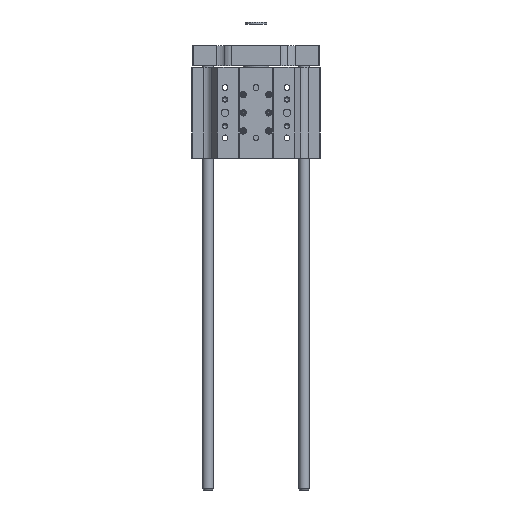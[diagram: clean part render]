
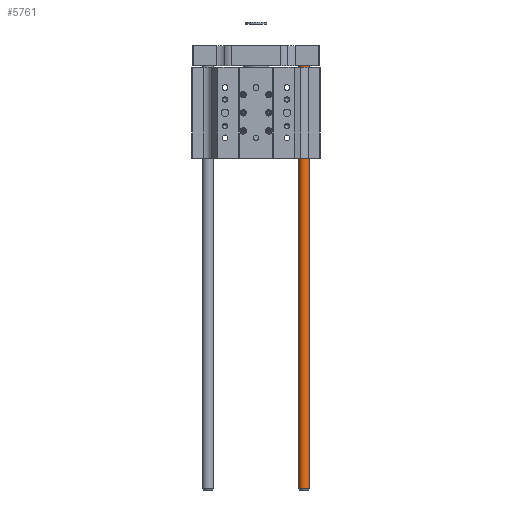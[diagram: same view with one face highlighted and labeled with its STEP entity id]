
A CAD part, front view. The second image highlights one B-rep face of the part: STEP entity #5761.
In plain terms, the highlighted cylindrical face has radius 5 mm (diameter 10 mm), a full revolution.
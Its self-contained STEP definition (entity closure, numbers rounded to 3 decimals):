
#2260=ORIENTED_EDGE('',*,*,#2906,.T.);
#2261=ORIENTED_EDGE('',*,*,#3061,.T.);
#2906=EDGE_CURVE('',#3527,#3527,#3944,.F.);
#3061=EDGE_CURVE('',#3646,#3646,#4041,.T.);
#3527=VERTEX_POINT('',#9742);
#3646=VERTEX_POINT('',#10123);
#3944=CIRCLE('',#6366,5.);
#4041=CIRCLE('',#6564,5.);
#4588=EDGE_LOOP('',(#2260));
#4589=EDGE_LOOP('',(#2261));
#5193=FACE_BOUND('',#4588,.T.);
#5194=FACE_BOUND('',#4589,.T.);
#5417=CYLINDRICAL_SURFACE('',#6565,5.);
#5761=ADVANCED_FACE('',(#5193,#5194),#5417,.T.);
#6366=AXIS2_PLACEMENT_3D('',#9741,#7815,#7816);
#6564=AXIS2_PLACEMENT_3D('',#10122,#8267,#8268);
#6565=AXIS2_PLACEMENT_3D('',#10124,#8269,#8270);
#7815=DIRECTION('',(0.,0.,1.));
#7816=DIRECTION('',(1.,0.,0.));
#8267=DIRECTION('',(0.,0.,1.));
#8268=DIRECTION('',(1.,0.,0.));
#8269=DIRECTION('',(0.,0.,1.));
#8270=DIRECTION('',(1.,0.,0.));
#9741=CARTESIAN_POINT('',(45.,0.,-19.));
#9742=CARTESIAN_POINT('',(50.,0.,-19.));
#10122=CARTESIAN_POINT('',(45.,0.,-415.));
#10123=CARTESIAN_POINT('',(50.,0.,-415.));
#10124=CARTESIAN_POINT('',(45.,0.,-19.));
